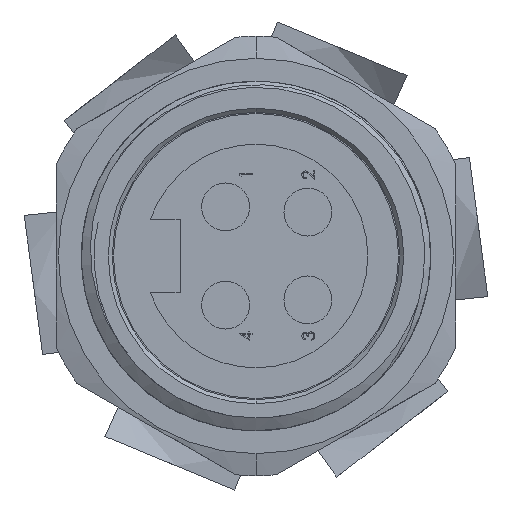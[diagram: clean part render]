
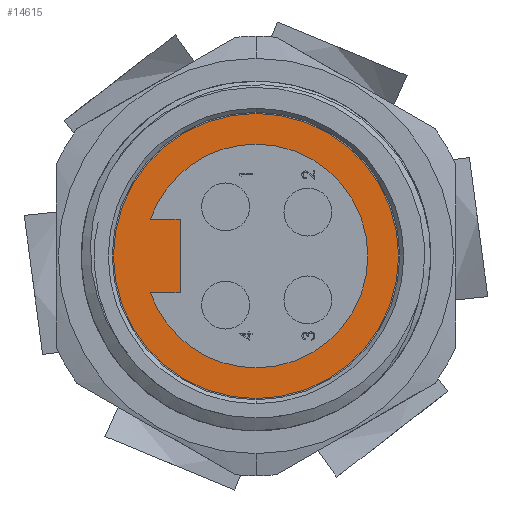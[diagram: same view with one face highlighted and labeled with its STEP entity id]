
A CAD part, left-side view. The second image highlights one B-rep face of the part: STEP entity #14615.
In plain terms, the highlighted planar face has unit normal (-1, 0, 0).
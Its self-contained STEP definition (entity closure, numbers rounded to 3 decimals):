
#100 = EDGE_CURVE ( 'NONE', #1109, #7454, #8003, .T. ) ;
#577 = VERTEX_POINT ( 'NONE', #16392 ) ;
#659 = LINE ( 'NONE', #6171, #16649 ) ;
#808 = ORIENTED_EDGE ( 'NONE', *, *, #10520, .T. ) ;
#993 = CARTESIAN_POINT ( 'NONE',  ( 8.611, 4.826, -2.324 ) ) ;
#1066 = LINE ( 'NONE', #13272, #16170 ) ;
#1109 = VERTEX_POINT ( 'NONE', #9665 ) ;
#1292 = LINE ( 'NONE', #6981, #15937 ) ;
#1876 = AXIS2_PLACEMENT_3D ( 'NONE', #5576, #15459, #6997 ) ;
#1925 = EDGE_CURVE ( 'NONE', #3941, #1109, #16564, .T. ) ;
#2142 = ORIENTED_EDGE ( 'NONE', *, *, #5755, .T. ) ;
#2341 = PLANE ( 'NONE',  #3636 ) ;
#2753 = VERTEX_POINT ( 'NONE', #16364 ) ;
#3636 = AXIS2_PLACEMENT_3D ( 'NONE', #8043, #17968, #9472 ) ;
#3769 = CARTESIAN_POINT ( 'NONE',  ( 8.611, 0., 0. ) ) ;
#3941 = VERTEX_POINT ( 'NONE', #6809 ) ;
#4189 = CARTESIAN_POINT ( 'NONE',  ( 8.611, 4.826, 2.324 ) ) ;
#4263 = VERTEX_POINT ( 'NONE', #13664 ) ;
#4348 = ORIENTED_EDGE ( 'NONE', *, *, #12633, .T. ) ;
#4350 = CARTESIAN_POINT ( 'NONE',  ( 8.611, 0., 0. ) ) ;
#5207 = DIRECTION ( 'NONE',  ( 0., 0., 1. ) ) ;
#5320 = DIRECTION ( 'NONE',  ( 0., -1., 0. ) ) ;
#5576 = CARTESIAN_POINT ( 'NONE',  ( 8.611, 0., 0. ) ) ;
#5621 = DIRECTION ( 'NONE',  ( 0., 1., 0. ) ) ;
#5755 = EDGE_CURVE ( 'NONE', #2753, #4263, #15924, .T. ) ;
#5804 = DIRECTION ( 'NONE',  ( 0., 0., 1. ) ) ;
#5816 = VERTEX_POINT ( 'NONE', #4189 ) ;
#6089 = CIRCLE ( 'NONE', #14227, 9.068 ) ;
#6171 = CARTESIAN_POINT ( 'NONE',  ( 8.611, 4.826, -2.324 ) ) ;
#6295 = AXIS2_PLACEMENT_3D ( 'NONE', #6746, #16638, #8143 ) ;
#6513 = DIRECTION ( 'NONE',  ( 0., 0., 1. ) ) ;
#6746 = CARTESIAN_POINT ( 'NONE',  ( 8.611, 0., 0. ) ) ;
#6809 = CARTESIAN_POINT ( 'NONE',  ( 8.611, 0., -7.112 ) ) ;
#6981 = CARTESIAN_POINT ( 'NONE',  ( 8.611, 4.826, 2.324 ) ) ;
#6997 = DIRECTION ( 'NONE',  ( 0., 0., 1. ) ) ;
#7227 = FACE_OUTER_BOUND ( 'NONE', #11897, .T. ) ;
#7383 = ORIENTED_EDGE ( 'NONE', *, *, #15912, .T. ) ;
#7454 = VERTEX_POINT ( 'NONE', #10327 ) ;
#8003 = CIRCLE ( 'NONE', #14181, 7.112 ) ;
#8043 = CARTESIAN_POINT ( 'NONE',  ( 8.611, 7.112, 0. ) ) ;
#8143 = DIRECTION ( 'NONE',  ( 0., 0., 1. ) ) ;
#8789 = EDGE_LOOP ( 'NONE', ( #11285, #4348, #10783, #808, #11395, #15072 ) ) ;
#9403 = CARTESIAN_POINT ( 'NONE',  ( 8.611, 0., 0. ) ) ;
#9472 = DIRECTION ( 'NONE',  ( 0., 0., -1. ) ) ;
#9526 = DIRECTION ( 'NONE',  ( -1., 0., 0. ) ) ;
#9665 = CARTESIAN_POINT ( 'NONE',  ( 8.611, 0., 7.112 ) ) ;
#10314 = VERTEX_POINT ( 'NONE', #993 ) ;
#10327 = CARTESIAN_POINT ( 'NONE',  ( 8.611, 6.722, 2.324 ) ) ;
#10330 = EDGE_CURVE ( 'NONE', #577, #3941, #16175, .T. ) ;
#10520 = EDGE_CURVE ( 'NONE', #5816, #7454, #1292, .T. ) ;
#10715 = AXIS2_PLACEMENT_3D ( 'NONE', #3769, #13704, #5207 ) ;
#10783 = ORIENTED_EDGE ( 'NONE', *, *, #17379, .T. ) ;
#11285 = ORIENTED_EDGE ( 'NONE', *, *, #10330, .F. ) ;
#11395 = ORIENTED_EDGE ( 'NONE', *, *, #100, .F. ) ;
#11897 = EDGE_LOOP ( 'NONE', ( #2142, #7383 ) ) ;
#12633 = EDGE_CURVE ( 'NONE', #577, #10314, #1066, .T. ) ;
#13272 = CARTESIAN_POINT ( 'NONE',  ( 8.611, 6.722, -2.324 ) ) ;
#13664 = CARTESIAN_POINT ( 'NONE',  ( 8.611, 0., -9.068 ) ) ;
#13704 = DIRECTION ( 'NONE',  ( -1., 0., 0. ) ) ;
#14181 = AXIS2_PLACEMENT_3D ( 'NONE', #9403, #9526, #6513 ) ;
#14227 = AXIS2_PLACEMENT_3D ( 'NONE', #4350, #14273, #5804 ) ;
#14273 = DIRECTION ( 'NONE',  ( -1., 0., 0. ) ) ;
#14615 = ADVANCED_FACE ( 'NONE', ( #18092, #7227 ), #2341, .F. ) ;
#14619 = DIRECTION ( 'NONE',  ( 0., 0., 1. ) ) ;
#15072 = ORIENTED_EDGE ( 'NONE', *, *, #1925, .F. ) ;
#15459 = DIRECTION ( 'NONE',  ( -1., 0., 0. ) ) ;
#15912 = EDGE_CURVE ( 'NONE', #4263, #2753, #6089, .T. ) ;
#15924 = CIRCLE ( 'NONE', #1876, 9.068 ) ;
#15937 = VECTOR ( 'NONE', #5621, 1000. ) ;
#16170 = VECTOR ( 'NONE', #5320, 1000. ) ;
#16175 = CIRCLE ( 'NONE', #6295, 7.112 ) ;
#16364 = CARTESIAN_POINT ( 'NONE',  ( 8.611, 0., 9.068 ) ) ;
#16392 = CARTESIAN_POINT ( 'NONE',  ( 8.611, 6.722, -2.324 ) ) ;
#16564 = CIRCLE ( 'NONE', #10715, 7.112 ) ;
#16638 = DIRECTION ( 'NONE',  ( -1., 0., 0. ) ) ;
#16649 = VECTOR ( 'NONE', #14619, 1000. ) ;
#17379 = EDGE_CURVE ( 'NONE', #10314, #5816, #659, .T. ) ;
#17968 = DIRECTION ( 'NONE',  ( 1., 0., 0. ) ) ;
#18092 = FACE_BOUND ( 'NONE', #8789, .T. ) ;
